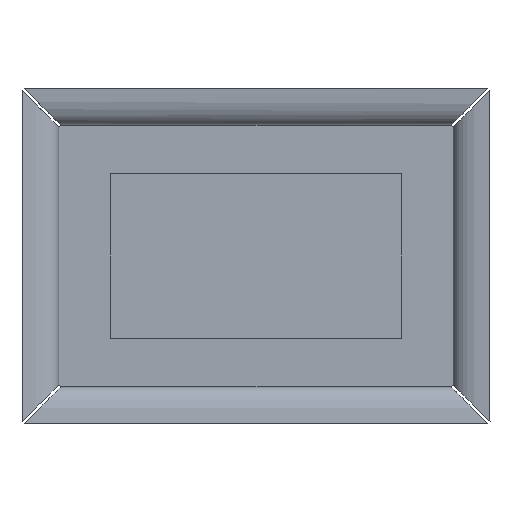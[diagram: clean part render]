
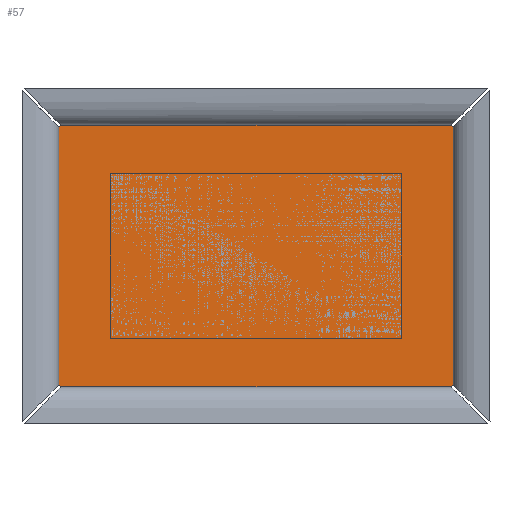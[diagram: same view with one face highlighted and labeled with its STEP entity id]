
A CAD part, front view. The second image highlights one B-rep face of the part: STEP entity #57.
In plain terms, the highlighted planar face has unit normal (0, -1, 0).
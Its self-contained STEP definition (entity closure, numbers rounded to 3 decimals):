
#57=ADVANCED_FACE('',(#217),#2340,.T.);
#217=FACE_OUTER_BOUND('',#377,.T.);
#377=EDGE_LOOP('',(#551,#552,#553,#554,#555,#556,#557,#558));
#551=ORIENTED_EDGE('',*,*,#1314,.F.);
#552=ORIENTED_EDGE('',*,*,#1307,.F.);
#553=ORIENTED_EDGE('',*,*,#1313,.F.);
#554=ORIENTED_EDGE('',*,*,#1306,.F.);
#555=ORIENTED_EDGE('',*,*,#1312,.F.);
#556=ORIENTED_EDGE('',*,*,#1298,.F.);
#557=ORIENTED_EDGE('',*,*,#1300,.F.);
#558=ORIENTED_EDGE('',*,*,#1308,.F.);
#1298=EDGE_CURVE('',#2056,#2069,#1679,.T.);
#1300=EDGE_CURVE('',#2057,#2056,#1681,.T.);
#1306=EDGE_CURVE('',#2064,#2063,#1687,.T.);
#1307=EDGE_CURVE('',#2066,#2065,#1688,.T.);
#1308=EDGE_CURVE('',#2067,#2057,#1689,.T.);
#1312=EDGE_CURVE('',#2069,#2064,#1693,.T.);
#1313=EDGE_CURVE('',#2063,#2066,#1694,.T.);
#1314=EDGE_CURVE('',#2065,#2067,#1695,.T.);
#1679=B_SPLINE_CURVE_WITH_KNOTS('',1,(#2824,#2825),.UNSPECIFIED.,.F.,.F.,
(2,2),(0.85,162.95),.UNSPECIFIED.);
#1681=B_SPLINE_CURVE_WITH_KNOTS('',1,(#2828,#2829),.UNSPECIFIED.,.F.,.F.,
(2,2),(-1.,0.),.UNSPECIFIED.);
#1687=B_SPLINE_CURVE_WITH_KNOTS('',1,(#2844,#2845),.UNSPECIFIED.,.F.,.F.,
(2,2),(0.85,107.95),.UNSPECIFIED.);
#1688=B_SPLINE_CURVE_WITH_KNOTS('',1,(#2846,#2847),.UNSPECIFIED.,.F.,.F.,
(2,2),(0.85,162.95),.UNSPECIFIED.);
#1689=B_SPLINE_CURVE_WITH_KNOTS('',1,(#2848,#2849),.UNSPECIFIED.,.F.,.F.,
(2,2),(0.85,107.95),.UNSPECIFIED.);
#1693=B_SPLINE_CURVE_WITH_KNOTS('',1,(#2856,#2857),.UNSPECIFIED.,.F.,.F.,
(2,2),(0.,1.),.UNSPECIFIED.);
#1694=B_SPLINE_CURVE_WITH_KNOTS('',1,(#2858,#2859),.UNSPECIFIED.,.F.,.F.,
(2,2),(0.,1.),.UNSPECIFIED.);
#1695=B_SPLINE_CURVE_WITH_KNOTS('',1,(#2860,#2861),.UNSPECIFIED.,.F.,.F.,
(2,2),(0.,1.),.UNSPECIFIED.);
#2056=VERTEX_POINT('',#2808);
#2057=VERTEX_POINT('',#2809);
#2063=VERTEX_POINT('',#2815);
#2064=VERTEX_POINT('',#2816);
#2065=VERTEX_POINT('',#2817);
#2066=VERTEX_POINT('',#2818);
#2067=VERTEX_POINT('',#2819);
#2069=VERTEX_POINT('',#2821);
#2340=PLANE('',#2538);
#2538=AXIS2_PLACEMENT_3D('',#2770,#2653,$);
#2653=DIRECTION('',(0.,-1.,0.));
#2770=CARTESIAN_POINT('',(633.379,654.658,6134.786));
#2808=CARTESIAN_POINT('',(641.879,654.658,6134.786));
#2809=CARTESIAN_POINT('',(633.379,654.658,6126.286));
#2815=CARTESIAN_POINT('',(2271.379,654.658,5055.286));
#2816=CARTESIAN_POINT('',(2271.379,654.658,6126.286));
#2817=CARTESIAN_POINT('',(641.879,654.658,5046.786));
#2818=CARTESIAN_POINT('',(2262.879,654.658,5046.786));
#2819=CARTESIAN_POINT('',(633.379,654.658,5055.286));
#2821=CARTESIAN_POINT('',(2262.879,654.658,6134.786));
#2824=CARTESIAN_POINT('',(641.879,654.658,6134.786));
#2825=CARTESIAN_POINT('',(2262.879,654.658,6134.786));
#2828=CARTESIAN_POINT('',(633.379,654.658,6126.286));
#2829=CARTESIAN_POINT('',(641.879,654.658,6134.786));
#2844=CARTESIAN_POINT('',(2271.379,654.658,6126.286));
#2845=CARTESIAN_POINT('',(2271.379,654.658,5055.286));
#2846=CARTESIAN_POINT('',(2262.879,654.658,5046.786));
#2847=CARTESIAN_POINT('',(641.879,654.658,5046.786));
#2848=CARTESIAN_POINT('',(633.379,654.658,5055.286));
#2849=CARTESIAN_POINT('',(633.379,654.658,6126.286));
#2856=CARTESIAN_POINT('',(2262.879,654.658,6134.786));
#2857=CARTESIAN_POINT('',(2271.379,654.658,6126.286));
#2858=CARTESIAN_POINT('',(2271.379,654.658,5055.286));
#2859=CARTESIAN_POINT('',(2262.879,654.658,5046.786));
#2860=CARTESIAN_POINT('',(641.879,654.658,5046.786));
#2861=CARTESIAN_POINT('',(633.379,654.658,5055.286));
